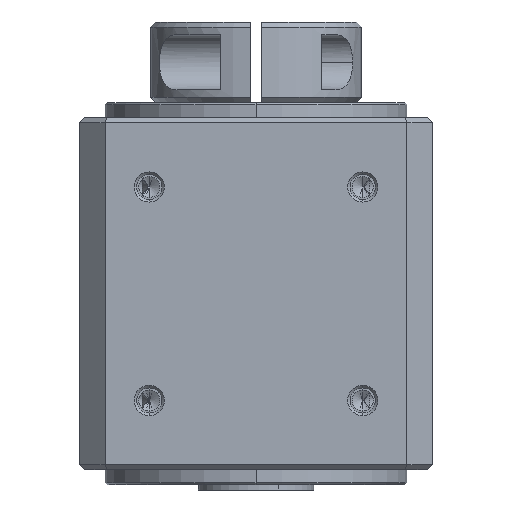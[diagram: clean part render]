
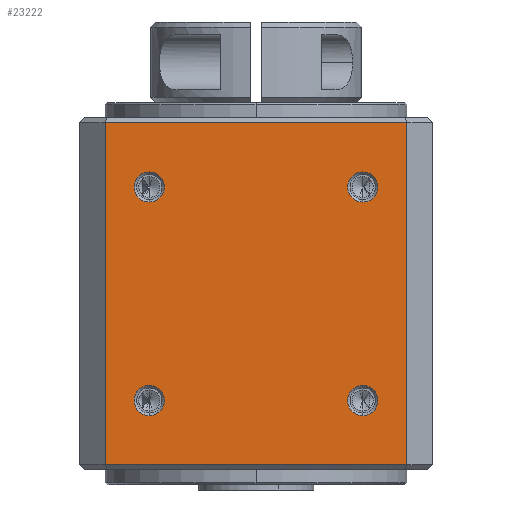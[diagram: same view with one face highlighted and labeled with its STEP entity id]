
A CAD part, left-side view. The second image highlights one B-rep face of the part: STEP entity #23222.
In plain terms, the highlighted planar face has unit normal (-1, 0, 0).
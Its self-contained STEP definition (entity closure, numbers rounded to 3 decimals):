
#19168=CARTESIAN_POINT('',(-35.,21.213,56.213));
#19169=VERTEX_POINT('',#19168);
#19185=CARTESIAN_POINT('',(-35.,21.213,62.213));
#19186=VERTEX_POINT('',#19185);
#19193=CARTESIAN_POINT('',(-35.,21.213,59.213));
#19194=DIRECTION('',(-1.,0.,-0.));
#19195=DIRECTION('',(0.,0.,1.));
#19196=AXIS2_PLACEMENT_3D('',#19193,#19194,#19195);
#19197=CIRCLE('',#19196,3.);
#19198=EDGE_CURVE('',#19186,#19169,#19197,.T.);
#19385=CARTESIAN_POINT('',(-35.,-21.213,56.213));
#19386=VERTEX_POINT('',#19385);
#19402=CARTESIAN_POINT('',(-35.,-21.213,62.213));
#19403=VERTEX_POINT('',#19402);
#19410=CARTESIAN_POINT('',(-35.,-21.213,59.213));
#19411=DIRECTION('',(-1.,0.,-0.));
#19412=DIRECTION('',(0.,0.,1.));
#19413=AXIS2_PLACEMENT_3D('',#19410,#19411,#19412);
#19414=CIRCLE('',#19413,3.);
#19415=EDGE_CURVE('',#19403,#19386,#19414,.T.);
#19550=CARTESIAN_POINT('',(-35.,-21.213,13.787));
#19551=VERTEX_POINT('',#19550);
#19567=CARTESIAN_POINT('',(-35.,-21.213,19.787));
#19568=VERTEX_POINT('',#19567);
#19575=CARTESIAN_POINT('',(-35.,-21.213,16.787));
#19576=DIRECTION('',(-1.,0.,-0.));
#19577=DIRECTION('',(0.,0.,1.));
#19578=AXIS2_PLACEMENT_3D('',#19575,#19576,#19577);
#19579=CIRCLE('',#19578,3.);
#19580=EDGE_CURVE('',#19568,#19551,#19579,.T.);
#19715=CARTESIAN_POINT('',(-35.,21.213,13.787));
#19716=VERTEX_POINT('',#19715);
#19732=CARTESIAN_POINT('',(-35.,21.213,19.787));
#19733=VERTEX_POINT('',#19732);
#19740=CARTESIAN_POINT('',(-35.,21.213,16.787));
#19741=DIRECTION('',(-1.,0.,-0.));
#19742=DIRECTION('',(0.,0.,1.));
#19743=AXIS2_PLACEMENT_3D('',#19740,#19741,#19742);
#19744=CIRCLE('',#19743,3.);
#19745=EDGE_CURVE('',#19733,#19716,#19744,.T.);
#21912=CARTESIAN_POINT('',(-35.,-30.,72.));
#21913=VERTEX_POINT('',#21912);
#21983=CARTESIAN_POINT('',(-35.,30.,72.));
#21984=VERTEX_POINT('',#21983);
#21991=CARTESIAN_POINT('',(-35.,-12327.5,72.));
#21992=DIRECTION('',(0.,1.,0.));
#21993=VECTOR('',#21992,24690.);
#21994=LINE('',#21991,#21993);
#21995=EDGE_CURVE('',#21913,#21984,#21994,.T.);
#22098=CARTESIAN_POINT('',(-35.,30.,4.));
#22099=VERTEX_POINT('',#22098);
#22169=CARTESIAN_POINT('',(-35.,-30.,4.));
#22170=VERTEX_POINT('',#22169);
#22177=CARTESIAN_POINT('',(-35.,12362.5,4.));
#22178=DIRECTION('',(-0.,-1.,0.));
#22179=VECTOR('',#22178,24690.);
#22180=LINE('',#22177,#22179);
#22181=EDGE_CURVE('',#22099,#22170,#22180,.T.);
#22289=CARTESIAN_POINT('',(-35.,30.,12421.));
#22290=DIRECTION('',(-0.,-0.,-1.));
#22291=VECTOR('',#22290,24690.);
#22292=LINE('',#22289,#22291);
#22293=EDGE_CURVE('',#21984,#22099,#22292,.T.);
#22304=CARTESIAN_POINT('',(-35.,-30.,-12269.));
#22305=DIRECTION('',(-0.,-0.,1.));
#22306=VECTOR('',#22305,24690.);
#22307=LINE('',#22304,#22306);
#22308=EDGE_CURVE('',#22170,#21913,#22307,.T.);
#23171=CARTESIAN_POINT('',(-35.,35.,76.));
#23172=DIRECTION('',(1.,-0.,0.));
#23173=DIRECTION('',(-0.,-1.,0.));
#23174=AXIS2_PLACEMENT_3D('',#23171,#23172,#23173);
#23175=PLANE('',#23174);
#23176=ORIENTED_EDGE('',*,*,#19745,.F.);
#23177=CARTESIAN_POINT('',(-35.,21.213,16.787));
#23178=DIRECTION('',(-1.,0.,0.));
#23179=DIRECTION('',(0.,0.,1.));
#23180=AXIS2_PLACEMENT_3D('',#23177,#23178,#23179);
#23181=CIRCLE('',#23180,3.);
#23182=EDGE_CURVE('',#19716,#19733,#23181,.T.);
#23183=ORIENTED_EDGE('',*,*,#23182,.F.);
#23184=EDGE_LOOP('',(#23176,#23183));
#23185=FACE_BOUND('',#23184,.T.);
#23186=ORIENTED_EDGE('',*,*,#19580,.F.);
#23187=CARTESIAN_POINT('',(-35.,-21.213,16.787));
#23188=DIRECTION('',(-1.,0.,0.));
#23189=DIRECTION('',(0.,0.,1.));
#23190=AXIS2_PLACEMENT_3D('',#23187,#23188,#23189);
#23191=CIRCLE('',#23190,3.);
#23192=EDGE_CURVE('',#19551,#19568,#23191,.T.);
#23193=ORIENTED_EDGE('',*,*,#23192,.F.);
#23194=EDGE_LOOP('',(#23186,#23193));
#23195=FACE_BOUND('',#23194,.T.);
#23196=ORIENTED_EDGE('',*,*,#19415,.F.);
#23197=CARTESIAN_POINT('',(-35.,-21.213,59.213));
#23198=DIRECTION('',(-1.,0.,0.));
#23199=DIRECTION('',(0.,0.,1.));
#23200=AXIS2_PLACEMENT_3D('',#23197,#23198,#23199);
#23201=CIRCLE('',#23200,3.);
#23202=EDGE_CURVE('',#19386,#19403,#23201,.T.);
#23203=ORIENTED_EDGE('',*,*,#23202,.F.);
#23204=EDGE_LOOP('',(#23196,#23203));
#23205=FACE_BOUND('',#23204,.T.);
#23206=ORIENTED_EDGE('',*,*,#19198,.F.);
#23207=CARTESIAN_POINT('',(-35.,21.213,59.213));
#23208=DIRECTION('',(-1.,0.,0.));
#23209=DIRECTION('',(0.,0.,1.));
#23210=AXIS2_PLACEMENT_3D('',#23207,#23208,#23209);
#23211=CIRCLE('',#23210,3.);
#23212=EDGE_CURVE('',#19169,#19186,#23211,.T.);
#23213=ORIENTED_EDGE('',*,*,#23212,.F.);
#23214=EDGE_LOOP('',(#23206,#23213));
#23215=FACE_BOUND('',#23214,.T.);
#23216=ORIENTED_EDGE('',*,*,#22293,.T.);
#23217=ORIENTED_EDGE('',*,*,#22181,.T.);
#23218=ORIENTED_EDGE('',*,*,#22308,.T.);
#23219=ORIENTED_EDGE('',*,*,#21995,.T.);
#23220=EDGE_LOOP('',(#23216,#23217,#23218,#23219));
#23221=FACE_BOUND('',#23220,.T.);
#23222=ADVANCED_FACE('NONE',(#23185,#23195,#23205,#23215,#23221),#23175,.F.);
